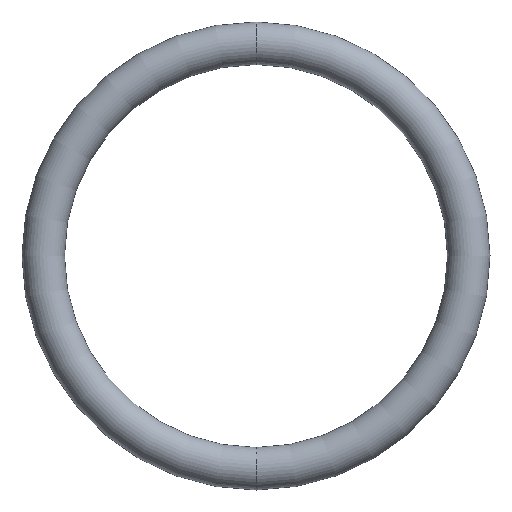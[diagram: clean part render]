
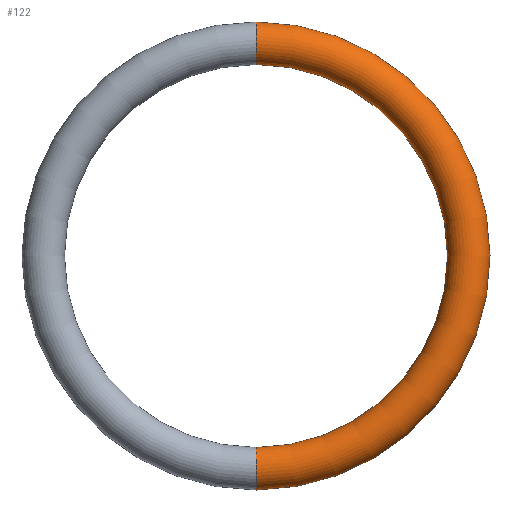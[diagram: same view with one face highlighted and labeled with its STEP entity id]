
A CAD part, front view. The second image highlights one B-rep face of the part: STEP entity #122.
In plain terms, the highlighted toroidal (fillet/blend) face has major radius 10 mm and minor radius 1 mm.
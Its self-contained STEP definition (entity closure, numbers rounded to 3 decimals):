
#1 = TOROIDAL_SURFACE ( 'NONE', #182, 10., 1. ) ;
#2 = VERTEX_POINT ( 'NONE', #21 ) ;
#8 = DIRECTION ( 'NONE',  ( 1., 0., 0. ) ) ;
#11 = AXIS2_PLACEMENT_3D ( 'NONE', #136, #101, #51 ) ;
#14 = EDGE_CURVE ( 'NONE', #151, #192, #66, .T. ) ;
#21 = CARTESIAN_POINT ( 'NONE',  ( 0., -2.736, 11. ) ) ;
#30 = DIRECTION ( 'NONE',  ( 0., 0., 1. ) ) ;
#35 = CARTESIAN_POINT ( 'NONE',  ( 0., -2.736, -11. ) ) ;
#38 = EDGE_CURVE ( 'NONE', #151, #2, #126, .T. ) ;
#41 = CARTESIAN_POINT ( 'NONE',  ( 0., -2.736, 0. ) ) ;
#43 = AXIS2_PLACEMENT_3D ( 'NONE', #92, #150, #53 ) ;
#47 = CARTESIAN_POINT ( 'NONE',  ( 0., -2.736, 9. ) ) ;
#51 = DIRECTION ( 'NONE',  ( 0., 0., 1. ) ) ;
#53 = DIRECTION ( 'NONE',  ( 0., 0., 1. ) ) ;
#54 = CARTESIAN_POINT ( 'NONE',  ( 0., -2.736, 10. ) ) ;
#60 = ORIENTED_EDGE ( 'NONE', *, *, #14, .T. ) ;
#66 = CIRCLE ( 'NONE', #11, 9. ) ;
#70 = CARTESIAN_POINT ( 'NONE',  ( 0., -2.736, -9. ) ) ;
#74 = AXIS2_PLACEMENT_3D ( 'NONE', #157, #8, #178 ) ;
#75 = ORIENTED_EDGE ( 'NONE', *, *, #38, .F. ) ;
#79 = CIRCLE ( 'NONE', #43, 11. ) ;
#92 = CARTESIAN_POINT ( 'NONE',  ( 0., -2.736, 0. ) ) ;
#101 = DIRECTION ( 'NONE',  ( 0., 1., 0. ) ) ;
#104 = ORIENTED_EDGE ( 'NONE', *, *, #108, .F. ) ;
#105 = VERTEX_POINT ( 'NONE', #35 ) ;
#108 = EDGE_CURVE ( 'NONE', #2, #105, #79, .T. ) ;
#111 = FACE_OUTER_BOUND ( 'NONE', #125, .T. ) ;
#112 = DIRECTION ( 'NONE',  ( -1., 0., 0. ) ) ;
#114 = ORIENTED_EDGE ( 'NONE', *, *, #184, .T. ) ;
#122 = ADVANCED_FACE ( 'NONE', ( #111 ), #1, .T. ) ;
#125 = EDGE_LOOP ( 'NONE', ( #104, #75, #60, #114 ) ) ;
#126 = CIRCLE ( 'NONE', #169, 1. ) ;
#136 = CARTESIAN_POINT ( 'NONE',  ( 0., -2.736, 0. ) ) ;
#137 = CIRCLE ( 'NONE', #74, 1. ) ;
#150 = DIRECTION ( 'NONE',  ( 0., 1., 0. ) ) ;
#151 = VERTEX_POINT ( 'NONE', #47 ) ;
#157 = CARTESIAN_POINT ( 'NONE',  ( 0., -2.736, -10. ) ) ;
#169 = AXIS2_PLACEMENT_3D ( 'NONE', #54, #112, #187 ) ;
#178 = DIRECTION ( 'NONE',  ( 0., 0., -1. ) ) ;
#182 = AXIS2_PLACEMENT_3D ( 'NONE', #41, #188, #30 ) ;
#184 = EDGE_CURVE ( 'NONE', #192, #105, #137, .T. ) ;
#187 = DIRECTION ( 'NONE',  ( 0., 0., 1. ) ) ;
#188 = DIRECTION ( 'NONE',  ( 0., 1., 0. ) ) ;
#192 = VERTEX_POINT ( 'NONE', #70 ) ;
